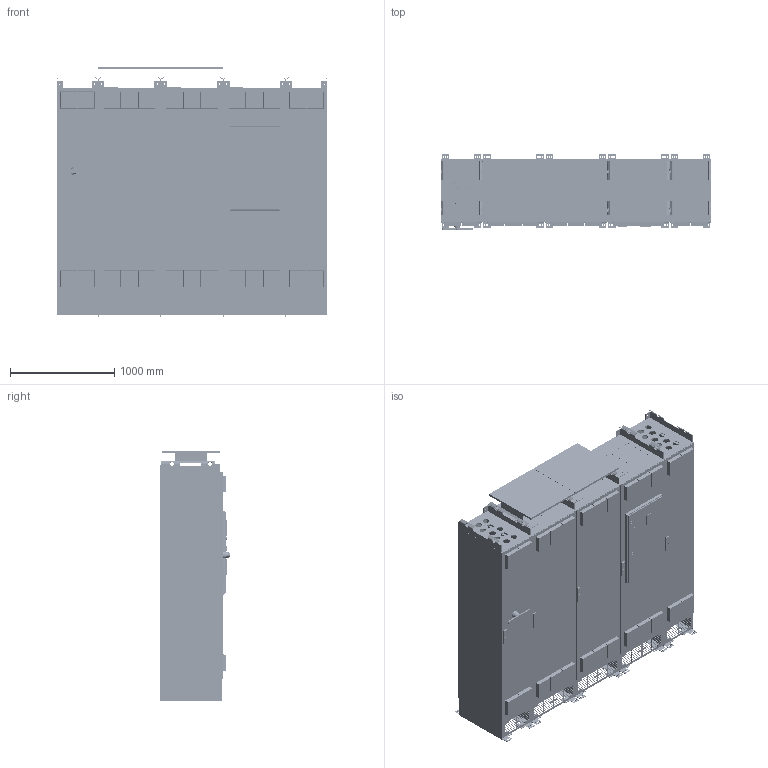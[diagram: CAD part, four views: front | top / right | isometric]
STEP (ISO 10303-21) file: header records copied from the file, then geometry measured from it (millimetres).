
FILE_DESCRIPTION(/* description */ (''),/* implementation_level */ '2;1');
FILE_NAME(/* name */ '181K4977.stp',/* time_stamp */ '2026-01-15T14:23:17+02:00',/* author */ (''),/* organization */ (''),/* preprocessor_version */ 'ST-DEVELOPER v20',/* originating_system */ 'SIEMENS PLM Software NX2312.3002',/* authorisation */ '');
FILE_SCHEMA (('AUTOMOTIVE_DESIGN { 1 0 10303 214 3 1 1 1 }'));
Products named in the file (18): 181K5012; 181K4899; 181K4895; 181K4904_95088ID; 181K4915; 181K4890; 181K4894; 181K4903; 181K4889; 181K4910; 181K4909; 181K5009; 181K4930; 181K5011; 181K4928; 181K4946; 181K4959; 181K4977
Assembly tree (20 placements, depth 3):
  181K4977
    181K4959
      181K4909
      181K4910
      181K4889
    181K4930
    181K4946  x2
      181K4903
      181K4894
      181K4890
      181K4915
    181K4928
      181K4904_95088ID
      181K4895
      181K4890
    181K5011
      181K4889
      181K4899
      181K5012
    181K5009
Bounding box: 2600 x 728.4 x 2402.16 mm (x, y, z)
Volume: 1469861679.3 mm3; surface area: 82894569.4 mm2
Topology: 19 solids, 60 shells, 7485 faces, 20533 edges, 13639 vertices
Faces by surface type: plane 6119, cylinder 886, torus 192, extrusion 169, cone 73, bspline 46
Full cylindrical faces by diameter (mm): 3 x5, 3.3 x1, 6.5 x10, 7 x9, 8 x1, 8.5 x4, 9 x1, 10 x24, 10.5 x38, 12 x12, 12.2 x22, 12.5 x6, 13 x32, 15 x12, 15.5 x72, 18 x20, 19.788 x5, 22 x1, 25.854 x2, 26 x6, 28 x1, 28.338 x1, 28.472 x1, 46 x40, 65 x28
Entity records: 227750 total; most frequent: CARTESIAN_POINT 43885, ORIENTED_EDGE 31852, DIRECTION 28456, EDGE_CURVE 15926, VECTOR 13806, LINE 13647, VERTEX_POINT 10863, EDGE_LOOP 7991
